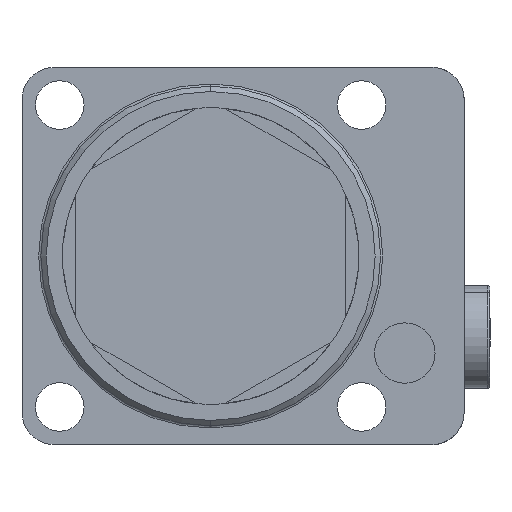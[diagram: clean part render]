
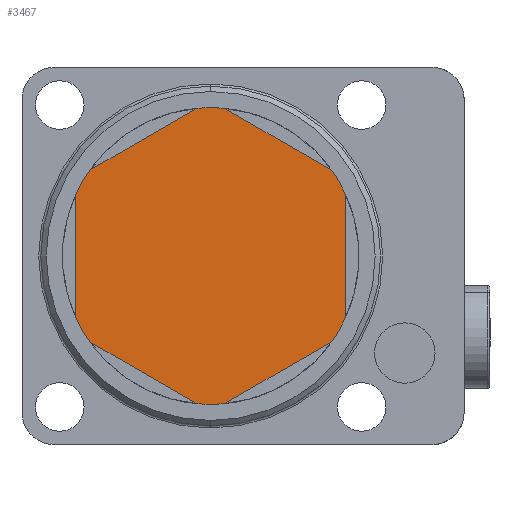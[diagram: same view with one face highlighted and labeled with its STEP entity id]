
A CAD part, front view. The second image highlights one B-rep face of the part: STEP entity #3467.
In plain terms, the highlighted planar face has unit normal (0, -1, 0).
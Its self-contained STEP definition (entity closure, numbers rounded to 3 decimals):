
#1038 = ORIENTED_EDGE ( 'NONE', *, *, #5339, .T. ) ;
#1039 = ORIENTED_EDGE ( 'NONE', *, *, #5349, .T. ) ;
#1040 = ORIENTED_EDGE ( 'NONE', *, *, #5335, .T. ) ;
#1041 = ORIENTED_EDGE ( 'NONE', *, *, #5278, .T. ) ;
#1042 = ORIENTED_EDGE ( 'NONE', *, *, #5350, .T. ) ;
#1043 = ORIENTED_EDGE ( 'NONE', *, *, #5290, .T. ) ;
#1044 = ORIENTED_EDGE ( 'NONE', *, *, #5351, .T. ) ;
#1045 = ORIENTED_EDGE ( 'NONE', *, *, #5286, .T. ) ;
#1046 = ORIENTED_EDGE ( 'NONE', *, *, #5352, .T. ) ;
#1047 = ORIENTED_EDGE ( 'NONE', *, *, #5282, .T. ) ;
#1048 = ORIENTED_EDGE ( 'NONE', *, *, #5347, .T. ) ;
#1049 = ORIENTED_EDGE ( 'NONE', *, *, #5353, .T. ) ;
#1050 = ORIENTED_EDGE ( 'NONE', *, *, #5343, .T. ) ;
#1051 = ORIENTED_EDGE ( 'NONE', *, *, #5354, .T. ) ;
#1531 = VECTOR ( 'NONE', #4271, 1000. ) ;
#1533 = VECTOR ( 'NONE', #4273, 1000. ) ;
#1534 = LINE ( 'NONE', #4272, #1531 ) ;
#1535 = VECTOR ( 'NONE', #4275, 1000. ) ;
#1536 = LINE ( 'NONE', #4274, #1533 ) ;
#1537 = VECTOR ( 'NONE', #4280, 1000. ) ;
#1538 = LINE ( 'NONE', #4278, #1535 ) ;
#1539 = VECTOR ( 'NONE', #4282, 1000. ) ;
#1540 = LINE ( 'NONE', #4281, #1537 ) ;
#1541 = VECTOR ( 'NONE', #4298, 1000. ) ;
#1542 = LINE ( 'NONE', #4286, #1539 ) ;
#1543 = LINE ( 'NONE', #4299, #1541 ) ;
#1546 = CIRCLE ( 'NONE', #4774, 27.5 ) ;
#1552 = CIRCLE ( 'NONE', #4776, 27.5 ) ;
#1558 = CIRCLE ( 'NONE', #4778, 27.5 ) ;
#1563 = CIRCLE ( 'NONE', #4780, 27.5 ) ;
#1634 = CIRCLE ( 'NONE', #4792, 27.5 ) ;
#1640 = CIRCLE ( 'NONE', #4794, 27.5 ) ;
#1649 = CIRCLE ( 'NONE', #4796, 27.5 ) ;
#1652 = CIRCLE ( 'NONE', #4798, 27.5 ) ;
#2029 = CARTESIAN_POINT ( 'NONE',  ( -2.578, -25., 27.379 ) ) ;
#2065 = CARTESIAN_POINT ( 'NONE',  ( -22.422, -25., -15.922 ) ) ;
#2102 = DIRECTION ( 'NONE',  ( 0., 0., -1. ) ) ;
#2103 = DIRECTION ( 'NONE',  ( 0., -1., 0. ) ) ;
#2105 = PLANE ( 'NONE',  #4982 ) ;
#2108 = CARTESIAN_POINT ( 'NONE',  ( 0., -25., 0. ) ) ;
#2164 = CARTESIAN_POINT ( 'NONE',  ( 2.578, -25., -27.379 ) ) ;
#2179 = CARTESIAN_POINT ( 'NONE',  ( 22.422, -25., 15.922 ) ) ;
#2199 = CARTESIAN_POINT ( 'NONE',  ( -25., -25., -11.456 ) ) ;
#2235 = CARTESIAN_POINT ( 'NONE',  ( 0., -25., 27.5 ) ) ;
#2303 = CARTESIAN_POINT ( 'NONE',  ( 2.578, -25., 27.379 ) ) ;
#2373 = CARTESIAN_POINT ( 'NONE',  ( 22.422, -25., -15.922 ) ) ;
#2452 = CARTESIAN_POINT ( 'NONE',  ( 25., -25., 11.456 ) ) ;
#2456 = CARTESIAN_POINT ( 'NONE',  ( -25., -25., 11.456 ) ) ;
#2480 = CARTESIAN_POINT ( 'NONE',  ( 25., -25., -11.456 ) ) ;
#2482 = CARTESIAN_POINT ( 'NONE',  ( 0., -25., -27.5 ) ) ;
#2497 = CARTESIAN_POINT ( 'NONE',  ( -22.422, -25., 15.922 ) ) ;
#2503 = CARTESIAN_POINT ( 'NONE',  ( -2.578, -25., -27.379 ) ) ;
#2578 = FACE_OUTER_BOUND ( 'NONE', #2895, .T. ) ;
#2895 = EDGE_LOOP ( 'NONE', ( #1038, #1039, #1040, #1041, #1042, #1043, #1044, #1045, #1046, #1047, #1048, #1049, #1050, #1051 ) ) ;
#3001 = VERTEX_POINT ( 'NONE', #2503 ) ;
#3008 = VERTEX_POINT ( 'NONE', #2497 ) ;
#3023 = VERTEX_POINT ( 'NONE', #2482 ) ;
#3025 = VERTEX_POINT ( 'NONE', #2480 ) ;
#3051 = VERTEX_POINT ( 'NONE', #2456 ) ;
#3055 = VERTEX_POINT ( 'NONE', #2452 ) ;
#3075 = VERTEX_POINT ( 'NONE', #2373 ) ;
#3095 = VERTEX_POINT ( 'NONE', #2303 ) ;
#3113 = VERTEX_POINT ( 'NONE', #2235 ) ;
#3123 = VERTEX_POINT ( 'NONE', #2199 ) ;
#3128 = VERTEX_POINT ( 'NONE', #2179 ) ;
#3135 = VERTEX_POINT ( 'NONE', #2164 ) ;
#3165 = VERTEX_POINT ( 'NONE', #2065 ) ;
#3182 = VERTEX_POINT ( 'NONE', #2029 ) ;
#3467 = ADVANCED_FACE ( 'NONE', ( #2578 ), #2105, .T. ) ;
#4271 = DIRECTION ( 'NONE',  ( 0., 0., -1. ) ) ;
#4272 = CARTESIAN_POINT ( 'NONE',  ( -25., -25., 0. ) ) ;
#4273 = DIRECTION ( 'NONE',  ( -0.866, 0., -0.5 ) ) ;
#4274 = CARTESIAN_POINT ( 'NONE',  ( -12.5, -25., 21.651 ) ) ;
#4275 = DIRECTION ( 'NONE',  ( -0.866, 0., 0.5 ) ) ;
#4278 = CARTESIAN_POINT ( 'NONE',  ( 12.5, -25., 21.651 ) ) ;
#4280 = DIRECTION ( 'NONE',  ( 0., 0., 1. ) ) ;
#4281 = CARTESIAN_POINT ( 'NONE',  ( 25., -25., 0. ) ) ;
#4282 = DIRECTION ( 'NONE',  ( 0.866, 0., 0.5 ) ) ;
#4286 = CARTESIAN_POINT ( 'NONE',  ( 12.5, -25., -21.651 ) ) ;
#4293 = DIRECTION ( 'NONE',  ( 0., 0., -1. ) ) ;
#4294 = DIRECTION ( 'NONE',  ( 0., -1., 0. ) ) ;
#4297 = CARTESIAN_POINT ( 'NONE',  ( 0., -25., 0. ) ) ;
#4298 = DIRECTION ( 'NONE',  ( 0.866, 0., -0.5 ) ) ;
#4299 = CARTESIAN_POINT ( 'NONE',  ( -12.5, -25., -21.651 ) ) ;
#4305 = DIRECTION ( 'NONE',  ( 0., 0., -1. ) ) ;
#4306 = DIRECTION ( 'NONE',  ( 0., -1., 0. ) ) ;
#4307 = CARTESIAN_POINT ( 'NONE',  ( 0., -25., 0. ) ) ;
#4321 = DIRECTION ( 'NONE',  ( 0., 0., -1. ) ) ;
#4322 = DIRECTION ( 'NONE',  ( 0., -1., 0. ) ) ;
#4323 = CARTESIAN_POINT ( 'NONE',  ( 0., -25., 0. ) ) ;
#4333 = DIRECTION ( 'NONE',  ( 0., 0., -1. ) ) ;
#4336 = DIRECTION ( 'NONE',  ( 0., -1., 0. ) ) ;
#4337 = CARTESIAN_POINT ( 'NONE',  ( 0., -25., 0. ) ) ;
#4511 = DIRECTION ( 'NONE',  ( 0., 0., -1. ) ) ;
#4512 = DIRECTION ( 'NONE',  ( 0., -1., 0. ) ) ;
#4513 = CARTESIAN_POINT ( 'NONE',  ( 0., -25., 0. ) ) ;
#4528 = DIRECTION ( 'NONE',  ( 0., 0., -1. ) ) ;
#4529 = DIRECTION ( 'NONE',  ( 0., -1., 0. ) ) ;
#4532 = CARTESIAN_POINT ( 'NONE',  ( 0., -25., 0. ) ) ;
#4547 = DIRECTION ( 'NONE',  ( 0., 0., -1. ) ) ;
#4550 = DIRECTION ( 'NONE',  ( 0., -1., 0. ) ) ;
#4551 = CARTESIAN_POINT ( 'NONE',  ( 0., -25., 0. ) ) ;
#4562 = DIRECTION ( 'NONE',  ( 0., 0., -1. ) ) ;
#4563 = DIRECTION ( 'NONE',  ( 0., -1., 0. ) ) ;
#4564 = CARTESIAN_POINT ( 'NONE',  ( 0., -25., 0. ) ) ;
#4774 = AXIS2_PLACEMENT_3D ( 'NONE', #4297, #4294, #4293 ) ;
#4776 = AXIS2_PLACEMENT_3D ( 'NONE', #4307, #4306, #4305 ) ;
#4778 = AXIS2_PLACEMENT_3D ( 'NONE', #4323, #4322, #4321 ) ;
#4780 = AXIS2_PLACEMENT_3D ( 'NONE', #4337, #4336, #4333 ) ;
#4792 = AXIS2_PLACEMENT_3D ( 'NONE', #4513, #4512, #4511 ) ;
#4794 = AXIS2_PLACEMENT_3D ( 'NONE', #4532, #4529, #4528 ) ;
#4796 = AXIS2_PLACEMENT_3D ( 'NONE', #4551, #4550, #4547 ) ;
#4798 = AXIS2_PLACEMENT_3D ( 'NONE', #4564, #4563, #4562 ) ;
#4982 = AXIS2_PLACEMENT_3D ( 'NONE', #2108, #2103, #2102 ) ;
#5278 = EDGE_CURVE ( 'NONE', #3023, #3135, #1652, .T. ) ;
#5282 = EDGE_CURVE ( 'NONE', #3095, #3113, #1649, .T. ) ;
#5286 = EDGE_CURVE ( 'NONE', #3055, #3128, #1640, .T. ) ;
#5290 = EDGE_CURVE ( 'NONE', #3075, #3025, #1634, .T. ) ;
#5335 = EDGE_CURVE ( 'NONE', #3001, #3023, #1563, .T. ) ;
#5339 = EDGE_CURVE ( 'NONE', #3123, #3165, #1558, .T. ) ;
#5343 = EDGE_CURVE ( 'NONE', #3008, #3051, #1552, .T. ) ;
#5347 = EDGE_CURVE ( 'NONE', #3113, #3182, #1546, .T. ) ;
#5349 = EDGE_CURVE ( 'NONE', #3165, #3001, #1543, .T. ) ;
#5350 = EDGE_CURVE ( 'NONE', #3135, #3075, #1542, .T. ) ;
#5351 = EDGE_CURVE ( 'NONE', #3025, #3055, #1540, .T. ) ;
#5352 = EDGE_CURVE ( 'NONE', #3128, #3095, #1538, .T. ) ;
#5353 = EDGE_CURVE ( 'NONE', #3182, #3008, #1536, .T. ) ;
#5354 = EDGE_CURVE ( 'NONE', #3051, #3123, #1534, .T. ) ;
